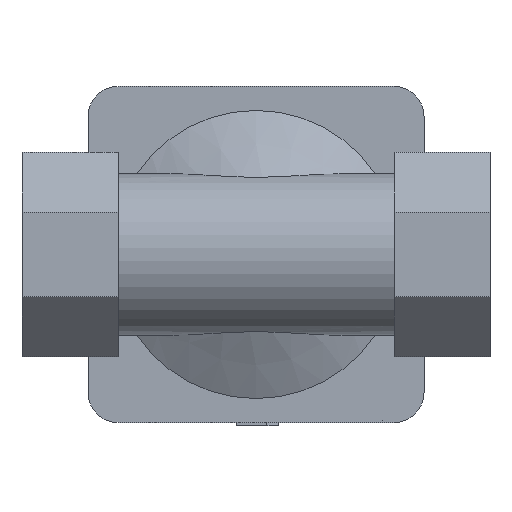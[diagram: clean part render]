
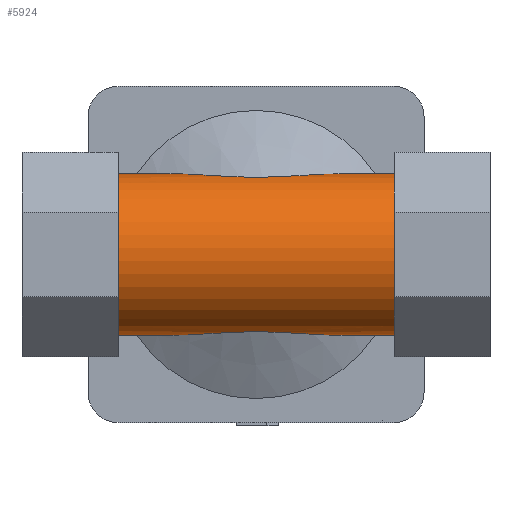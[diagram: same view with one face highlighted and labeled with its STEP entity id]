
A CAD part, front view. The second image highlights one B-rep face of the part: STEP entity #5924.
In plain terms, the highlighted cylindrical face has radius 27 mm (diameter 54 mm), a partial arc.
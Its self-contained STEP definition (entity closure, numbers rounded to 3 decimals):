
#139=B_SPLINE_CURVE_WITH_KNOTS('',3,(#9021,#9022,#9023,#9024,#9025,#9026,
#9027,#9028,#9029,#9030,#9031,#9032,#9033,#9034,#9035,#9036,#9037,#9038,
#9039,#9040,#9041,#9042),.UNSPECIFIED.,.F.,.F.,(4,2,2,2,2,2,2,2,2,2,4),
(2.529,2.901,3.627,4.352,5.077,
5.803,6.528,7.253,7.979,8.704,
9.076),.UNSPECIFIED.);
#140=B_SPLINE_CURVE_WITH_KNOTS('',3,(#9045,#9046,#9047,#9048,#9049,#9050,
#9051,#9052,#9053,#9054,#9055,#9056,#9057,#9058,#9059,#9060,#9061,#9062,
#9063,#9064,#9065,#9066),.UNSPECIFIED.,.F.,.F.,(4,2,2,2,2,2,2,2,2,2,4),
(2.529,2.901,3.627,4.352,5.077,
5.803,6.528,7.253,7.979,8.704,
9.076),.UNSPECIFIED.);
#518=FACE_OUTER_BOUND('',#871,.T.);
#871=EDGE_LOOP('',(#4210,#4211,#4212,#4213,#4214,#4215,#4216,#4217));
#1276=LINE('',#8935,#1784);
#1310=LINE('',#9010,#1818);
#1313=LINE('',#9020,#1821);
#1314=LINE('',#9044,#1822);
#1784=VECTOR('',#7080,10.);
#1818=VECTOR('',#7138,10.);
#1821=VECTOR('',#7143,10.);
#1822=VECTOR('',#7144,10.);
#2258=CIRCLE('',#6304,27.);
#2259=CIRCLE('',#6322,27.);
#2558=VERTEX_POINT('',#8900);
#2559=VERTEX_POINT('',#8902);
#2568=VERTEX_POINT('',#8934);
#2591=VERTEX_POINT('',#9001);
#2592=VERTEX_POINT('',#9003);
#2594=VERTEX_POINT('',#9009);
#2597=VERTEX_POINT('',#9019);
#2598=VERTEX_POINT('',#9043);
#3169=EDGE_CURVE('',#2559,#2558,#2258,.T.);
#3185=EDGE_CURVE('',#2559,#2568,#1276,.T.);
#3219=EDGE_CURVE('',#2591,#2592,#2259,.T.);
#3221=EDGE_CURVE('',#2591,#2594,#1310,.T.);
#3225=EDGE_CURVE('',#2597,#2558,#1313,.T.);
#3226=EDGE_CURVE('',#2597,#2594,#139,.T.);
#3227=EDGE_CURVE('',#2598,#2592,#1314,.T.);
#3228=EDGE_CURVE('',#2598,#2568,#140,.T.);
#4210=ORIENTED_EDGE('',*,*,#3169,.T.);
#4211=ORIENTED_EDGE('',*,*,#3225,.F.);
#4212=ORIENTED_EDGE('',*,*,#3226,.T.);
#4213=ORIENTED_EDGE('',*,*,#3221,.F.);
#4214=ORIENTED_EDGE('',*,*,#3219,.T.);
#4215=ORIENTED_EDGE('',*,*,#3227,.F.);
#4216=ORIENTED_EDGE('',*,*,#3228,.T.);
#4217=ORIENTED_EDGE('',*,*,#3185,.F.);
#5791=CYLINDRICAL_SURFACE('',#6324,27.);
#5924=ADVANCED_FACE('',(#518),#5791,.T.);
#6304=AXIS2_PLACEMENT_3D('',#8903,#7049,#7050);
#6322=AXIS2_PLACEMENT_3D('',#9005,#7133,#7134);
#6324=AXIS2_PLACEMENT_3D('',#9018,#7141,#7142);
#7049=DIRECTION('center_axis',(1.,0.,0.));
#7050=DIRECTION('ref_axis',(0.,0.009,1.));
#7080=DIRECTION('',(1.,0.,0.));
#7133=DIRECTION('center_axis',(-1.,0.,0.));
#7134=DIRECTION('ref_axis',(0.,0.009,1.));
#7138=DIRECTION('',(-1.,0.,0.));
#7141=DIRECTION('center_axis',(1.,0.,0.));
#7142=DIRECTION('ref_axis',(0.,-1.,0.));
#7143=DIRECTION('',(-1.,0.,0.));
#7144=DIRECTION('',(1.,0.,0.));
#8900=CARTESIAN_POINT('',(-46.,-26.755,-26.999));
#8902=CARTESIAN_POINT('',(-46.,-26.755,26.999));
#8903=CARTESIAN_POINT('Origin',(-46.,-27.,0.));
#8934=CARTESIAN_POINT('',(-32.811,-26.755,26.999));
#8935=CARTESIAN_POINT('',(0.,-26.755,26.999));
#9001=CARTESIAN_POINT('',(46.,-26.755,-26.999));
#9003=CARTESIAN_POINT('',(46.,-26.755,26.999));
#9005=CARTESIAN_POINT('Origin',(46.,-27.,0.));
#9009=CARTESIAN_POINT('',(32.811,-26.755,-26.999));
#9010=CARTESIAN_POINT('',(0.,-26.755,-26.999));
#9018=CARTESIAN_POINT('Origin',(0.,-27.,0.));
#9019=CARTESIAN_POINT('',(-32.811,-26.755,-26.999));
#9020=CARTESIAN_POINT('',(0.,-26.755,-26.999));
#9021=CARTESIAN_POINT('Ctrl Pts',(-32.811,-26.755,-26.999));
#9022=CARTESIAN_POINT('Ctrl Pts',(-31.567,-27.233,-27.003));
#9023=CARTESIAN_POINT('Ctrl Pts',(-30.321,-27.706,-26.995));
#9024=CARTESIAN_POINT('Ctrl Pts',(-26.643,-29.074,-26.935));
#9025=CARTESIAN_POINT('Ctrl Pts',(-24.21,-29.946,-26.851));
#9026=CARTESIAN_POINT('Ctrl Pts',(-19.352,-31.568,-26.623));
#9027=CARTESIAN_POINT('Ctrl Pts',(-16.927,-32.32,-26.479));
#9028=CARTESIAN_POINT('Ctrl Pts',(-12.086,-33.617,-26.185));
#9029=CARTESIAN_POINT('Ctrl Pts',(-9.669,-34.161,-26.036));
#9030=CARTESIAN_POINT('Ctrl Pts',(-4.835,-34.918,-25.816));
#9031=CARTESIAN_POINT('Ctrl Pts',(-2.418,-35.126,-25.748));
#9032=CARTESIAN_POINT('Ctrl Pts',(2.418,-35.126,-25.748));
#9033=CARTESIAN_POINT('Ctrl Pts',(4.835,-34.918,-25.816));
#9034=CARTESIAN_POINT('Ctrl Pts',(9.669,-34.161,-26.036));
#9035=CARTESIAN_POINT('Ctrl Pts',(12.086,-33.617,-26.185));
#9036=CARTESIAN_POINT('Ctrl Pts',(16.927,-32.32,-26.479));
#9037=CARTESIAN_POINT('Ctrl Pts',(19.352,-31.568,-26.623));
#9038=CARTESIAN_POINT('Ctrl Pts',(24.21,-29.946,-26.851));
#9039=CARTESIAN_POINT('Ctrl Pts',(26.643,-29.074,-26.935));
#9040=CARTESIAN_POINT('Ctrl Pts',(30.321,-27.706,-26.995));
#9041=CARTESIAN_POINT('Ctrl Pts',(31.567,-27.233,-27.003));
#9042=CARTESIAN_POINT('Ctrl Pts',(32.811,-26.755,-26.999));
#9043=CARTESIAN_POINT('',(32.811,-26.755,26.999));
#9044=CARTESIAN_POINT('',(0.,-26.755,26.999));
#9045=CARTESIAN_POINT('Ctrl Pts',(32.811,-26.755,26.999));
#9046=CARTESIAN_POINT('Ctrl Pts',(31.567,-27.233,27.003));
#9047=CARTESIAN_POINT('Ctrl Pts',(30.321,-27.706,26.995));
#9048=CARTESIAN_POINT('Ctrl Pts',(26.643,-29.074,26.935));
#9049=CARTESIAN_POINT('Ctrl Pts',(24.21,-29.946,26.851));
#9050=CARTESIAN_POINT('Ctrl Pts',(19.352,-31.568,26.623));
#9051=CARTESIAN_POINT('Ctrl Pts',(16.927,-32.32,26.479));
#9052=CARTESIAN_POINT('Ctrl Pts',(12.086,-33.617,26.185));
#9053=CARTESIAN_POINT('Ctrl Pts',(9.669,-34.161,26.036));
#9054=CARTESIAN_POINT('Ctrl Pts',(4.835,-34.918,25.816));
#9055=CARTESIAN_POINT('Ctrl Pts',(2.418,-35.126,25.748));
#9056=CARTESIAN_POINT('Ctrl Pts',(-2.418,-35.126,25.748));
#9057=CARTESIAN_POINT('Ctrl Pts',(-4.835,-34.918,25.816));
#9058=CARTESIAN_POINT('Ctrl Pts',(-9.669,-34.161,26.036));
#9059=CARTESIAN_POINT('Ctrl Pts',(-12.086,-33.617,26.185));
#9060=CARTESIAN_POINT('Ctrl Pts',(-16.927,-32.32,26.479));
#9061=CARTESIAN_POINT('Ctrl Pts',(-19.352,-31.568,26.623));
#9062=CARTESIAN_POINT('Ctrl Pts',(-24.21,-29.946,26.851));
#9063=CARTESIAN_POINT('Ctrl Pts',(-26.643,-29.074,26.935));
#9064=CARTESIAN_POINT('Ctrl Pts',(-30.321,-27.706,26.995));
#9065=CARTESIAN_POINT('Ctrl Pts',(-31.567,-27.233,27.003));
#9066=CARTESIAN_POINT('Ctrl Pts',(-32.811,-26.755,26.999));
